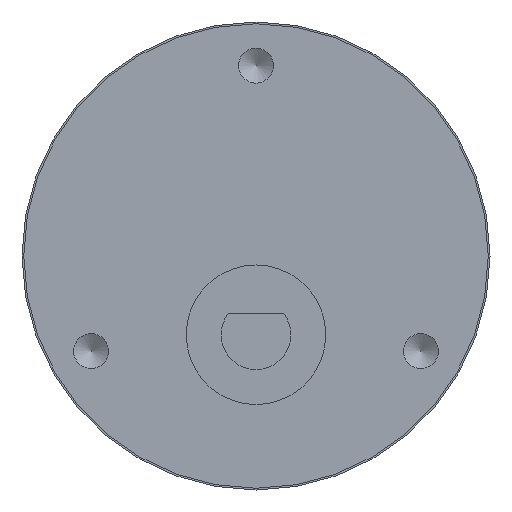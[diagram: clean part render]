
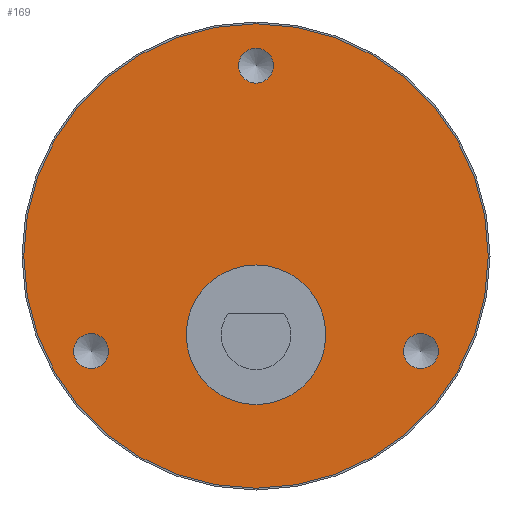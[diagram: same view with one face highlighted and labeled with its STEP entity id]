
A CAD part, front view. The second image highlights one B-rep face of the part: STEP entity #169.
In plain terms, the highlighted planar face has unit normal (0, -1, 0).
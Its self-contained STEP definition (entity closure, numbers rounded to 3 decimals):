
#150 = VERTEX_POINT('',#151);
#151 = CARTESIAN_POINT('',(16.637,-20.13,0.));
#157 = EDGE_CURVE('',#150,#150,#158,.T.);
#158 = CIRCLE('',#159,16.637);
#159 = AXIS2_PLACEMENT_3D('',#160,#161,#162);
#160 = CARTESIAN_POINT('',(0.,-20.13,0.));
#161 = DIRECTION('',(0.,-1.,0.));
#162 = DIRECTION('',(1.,0.,0.));
#169 = ADVANCED_FACE('',(#170,#173,#184,#195,#206),#217,.F.);
#170 = FACE_BOUND('',#171,.F.);
#171 = EDGE_LOOP('',(#172));
#172 = ORIENTED_EDGE('',*,*,#157,.F.);
#173 = FACE_BOUND('',#174,.F.);
#174 = EDGE_LOOP('',(#175));
#175 = ORIENTED_EDGE('',*,*,#176,.T.);
#176 = EDGE_CURVE('',#177,#177,#179,.T.);
#177 = VERTEX_POINT('',#178);
#178 = CARTESIAN_POINT('',(-10.56,-20.13,-6.819));
#179 = CIRCLE('',#180,1.25);
#180 = AXIS2_PLACEMENT_3D('',#181,#182,#183);
#181 = CARTESIAN_POINT('',(-11.81,-20.13,-6.819));
#182 = DIRECTION('',(0.,-1.,0.));
#183 = DIRECTION('',(1.,0.,0.));
#184 = FACE_BOUND('',#185,.F.);
#185 = EDGE_LOOP('',(#186));
#186 = ORIENTED_EDGE('',*,*,#187,.T.);
#187 = EDGE_CURVE('',#188,#188,#190,.T.);
#188 = VERTEX_POINT('',#189);
#189 = CARTESIAN_POINT('',(1.25,-20.13,13.637));
#190 = CIRCLE('',#191,1.25);
#191 = AXIS2_PLACEMENT_3D('',#192,#193,#194);
#192 = CARTESIAN_POINT('',(0.,-20.13,13.637));
#193 = DIRECTION('',(0.,-1.,0.));
#194 = DIRECTION('',(1.,0.,0.));
#195 = FACE_BOUND('',#196,.F.);
#196 = EDGE_LOOP('',(#197));
#197 = ORIENTED_EDGE('',*,*,#198,.T.);
#198 = EDGE_CURVE('',#199,#199,#201,.T.);
#199 = VERTEX_POINT('',#200);
#200 = CARTESIAN_POINT('',(5.,-20.13,-5.643));
#201 = CIRCLE('',#202,5.);
#202 = AXIS2_PLACEMENT_3D('',#203,#204,#205);
#203 = CARTESIAN_POINT('',(0.,-20.13,-5.643));
#204 = DIRECTION('',(0.,-1.,0.));
#205 = DIRECTION('',(1.,0.,0.));
#206 = FACE_BOUND('',#207,.F.);
#207 = EDGE_LOOP('',(#208));
#208 = ORIENTED_EDGE('',*,*,#209,.T.);
#209 = EDGE_CURVE('',#210,#210,#212,.T.);
#210 = VERTEX_POINT('',#211);
#211 = CARTESIAN_POINT('',(13.06,-20.13,-6.819));
#212 = CIRCLE('',#213,1.25);
#213 = AXIS2_PLACEMENT_3D('',#214,#215,#216);
#214 = CARTESIAN_POINT('',(11.81,-20.13,-6.819));
#215 = DIRECTION('',(0.,-1.,0.));
#216 = DIRECTION('',(1.,0.,0.));
#217 = PLANE('',#218);
#218 = AXIS2_PLACEMENT_3D('',#219,#220,#221);
#219 = CARTESIAN_POINT('',(0.,-20.13,0.));
#220 = DIRECTION('',(0.,1.,0.));
#221 = DIRECTION('',(0.,0.,1.));
